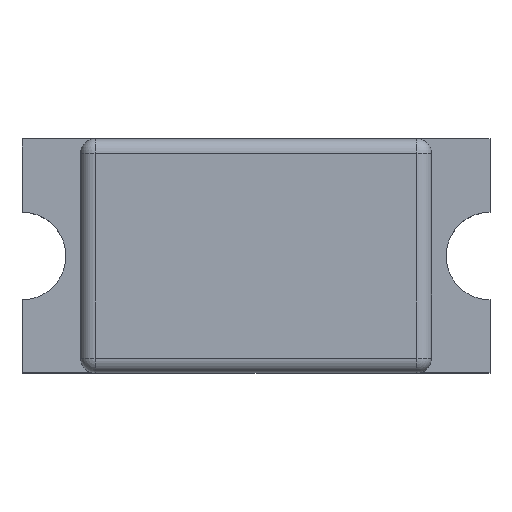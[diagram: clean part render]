
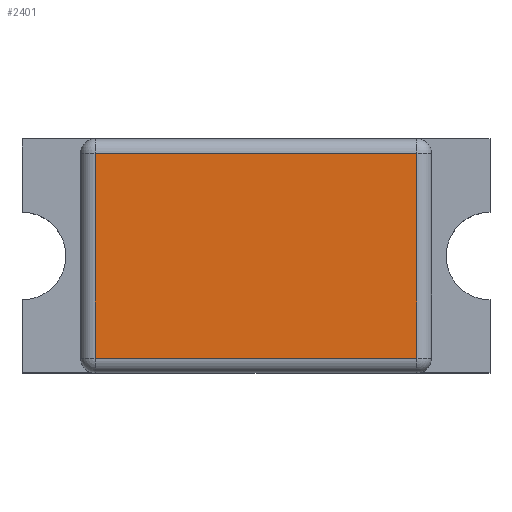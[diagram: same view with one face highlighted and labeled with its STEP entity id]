
A CAD part, top view. The second image highlights one B-rep face of the part: STEP entity #2401.
In plain terms, the highlighted planar face has unit normal (0, 0, 1).
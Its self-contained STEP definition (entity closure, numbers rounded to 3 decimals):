
#1682 = CYLINDRICAL_SURFACE('',#1683,0.05);
#1683 = AXIS2_PLACEMENT_3D('',#1684,#1685,#1686);
#1684 = CARTESIAN_POINT('',(-0.55,-0.4,0.55));
#1685 = DIRECTION('',(0.,1.,0.));
#1686 = DIRECTION('',(-1.,0.,0.));
#2032 = VERTEX_POINT('',#2033);
#2033 = CARTESIAN_POINT('',(-0.55,-0.35,0.6));
#2053 = EDGE_CURVE('',#2032,#2054,#2056,.T.);
#2054 = VERTEX_POINT('',#2055);
#2055 = CARTESIAN_POINT('',(-0.55,0.35,0.6));
#2056 = SURFACE_CURVE('',#2057,(#2061,#2068),.PCURVE_S1.);
#2057 = LINE('',#2058,#2059);
#2058 = CARTESIAN_POINT('',(-0.55,-0.4,0.6));
#2059 = VECTOR('',#2060,1.);
#2060 = DIRECTION('',(0.,1.,0.));
#2061 = PCURVE('',#1682,#2062);
#2062 = DEFINITIONAL_REPRESENTATION('',(#2063),#2067);
#2063 = LINE('',#2064,#2065);
#2064 = CARTESIAN_POINT('',(1.571,0.));
#2065 = VECTOR('',#2066,1.);
#2066 = DIRECTION('',(0.,1.));
#2067 = ( GEOMETRIC_REPRESENTATION_CONTEXT(2) 
PARAMETRIC_REPRESENTATION_CONTEXT() REPRESENTATION_CONTEXT('2D SPACE',''
  ) );
#2068 = PCURVE('',#2069,#2074);
#2069 = PLANE('',#2070);
#2070 = AXIS2_PLACEMENT_3D('',#2071,#2072,#2073);
#2071 = CARTESIAN_POINT('',(-0.6,-0.4,0.6));
#2072 = DIRECTION('',(0.,0.,1.));
#2073 = DIRECTION('',(1.,0.,0.));
#2074 = DEFINITIONAL_REPRESENTATION('',(#2075),#2079);
#2075 = LINE('',#2076,#2077);
#2076 = CARTESIAN_POINT('',(0.05,0.));
#2077 = VECTOR('',#2078,1.);
#2078 = DIRECTION('',(0.,1.));
#2079 = ( GEOMETRIC_REPRESENTATION_CONTEXT(2) 
PARAMETRIC_REPRESENTATION_CONTEXT() REPRESENTATION_CONTEXT('2D SPACE',''
  ) );
#2125 = CYLINDRICAL_SURFACE('',#2126,0.05);
#2126 = AXIS2_PLACEMENT_3D('',#2127,#2128,#2129);
#2127 = CARTESIAN_POINT('',(-0.6,-0.35,0.55));
#2128 = DIRECTION('',(1.,0.,0.));
#2129 = DIRECTION('',(0.,-1.,0.));
#2179 = CYLINDRICAL_SURFACE('',#2180,0.05);
#2180 = AXIS2_PLACEMENT_3D('',#2181,#2182,#2183);
#2181 = CARTESIAN_POINT('',(-0.6,0.35,0.55));
#2182 = DIRECTION('',(1.,0.,0.));
#2183 = DIRECTION('',(0.,1.,0.));
#2339 = CYLINDRICAL_SURFACE('',#2340,0.05);
#2340 = AXIS2_PLACEMENT_3D('',#2341,#2342,#2343);
#2341 = CARTESIAN_POINT('',(0.55,-0.4,0.55));
#2342 = DIRECTION('',(0.,1.,0.));
#2343 = DIRECTION('',(1.,0.,0.));
#2401 = ADVANCED_FACE('',(#2402),#2069,.T.);
#2402 = FACE_BOUND('',#2403,.T.);
#2403 = EDGE_LOOP('',(#2404,#2405,#2428,#2451));
#2404 = ORIENTED_EDGE('',*,*,#2053,.F.);
#2405 = ORIENTED_EDGE('',*,*,#2406,.T.);
#2406 = EDGE_CURVE('',#2032,#2407,#2409,.T.);
#2407 = VERTEX_POINT('',#2408);
#2408 = CARTESIAN_POINT('',(0.55,-0.35,0.6));
#2409 = SURFACE_CURVE('',#2410,(#2414,#2421),.PCURVE_S1.);
#2410 = LINE('',#2411,#2412);
#2411 = CARTESIAN_POINT('',(-0.6,-0.35,0.6));
#2412 = VECTOR('',#2413,1.);
#2413 = DIRECTION('',(1.,0.,0.));
#2414 = PCURVE('',#2069,#2415);
#2415 = DEFINITIONAL_REPRESENTATION('',(#2416),#2420);
#2416 = LINE('',#2417,#2418);
#2417 = CARTESIAN_POINT('',(0.,0.05));
#2418 = VECTOR('',#2419,1.);
#2419 = DIRECTION('',(1.,0.));
#2420 = ( GEOMETRIC_REPRESENTATION_CONTEXT(2) 
PARAMETRIC_REPRESENTATION_CONTEXT() REPRESENTATION_CONTEXT('2D SPACE',''
  ) );
#2421 = PCURVE('',#2125,#2422);
#2422 = DEFINITIONAL_REPRESENTATION('',(#2423),#2427);
#2423 = LINE('',#2424,#2425);
#2424 = CARTESIAN_POINT('',(-1.571,0.));
#2425 = VECTOR('',#2426,1.);
#2426 = DIRECTION('',(0.,1.));
#2427 = ( GEOMETRIC_REPRESENTATION_CONTEXT(2) 
PARAMETRIC_REPRESENTATION_CONTEXT() REPRESENTATION_CONTEXT('2D SPACE',''
  ) );
#2428 = ORIENTED_EDGE('',*,*,#2429,.T.);
#2429 = EDGE_CURVE('',#2407,#2430,#2432,.T.);
#2430 = VERTEX_POINT('',#2431);
#2431 = CARTESIAN_POINT('',(0.55,0.35,0.6));
#2432 = SURFACE_CURVE('',#2433,(#2437,#2444),.PCURVE_S1.);
#2433 = LINE('',#2434,#2435);
#2434 = CARTESIAN_POINT('',(0.55,-0.4,0.6));
#2435 = VECTOR('',#2436,1.);
#2436 = DIRECTION('',(0.,1.,0.));
#2437 = PCURVE('',#2069,#2438);
#2438 = DEFINITIONAL_REPRESENTATION('',(#2439),#2443);
#2439 = LINE('',#2440,#2441);
#2440 = CARTESIAN_POINT('',(1.15,0.));
#2441 = VECTOR('',#2442,1.);
#2442 = DIRECTION('',(0.,1.));
#2443 = ( GEOMETRIC_REPRESENTATION_CONTEXT(2) 
PARAMETRIC_REPRESENTATION_CONTEXT() REPRESENTATION_CONTEXT('2D SPACE',''
  ) );
#2444 = PCURVE('',#2339,#2445);
#2445 = DEFINITIONAL_REPRESENTATION('',(#2446),#2450);
#2446 = LINE('',#2447,#2448);
#2447 = CARTESIAN_POINT('',(-1.571,0.));
#2448 = VECTOR('',#2449,1.);
#2449 = DIRECTION('',(0.,1.));
#2450 = ( GEOMETRIC_REPRESENTATION_CONTEXT(2) 
PARAMETRIC_REPRESENTATION_CONTEXT() REPRESENTATION_CONTEXT('2D SPACE',''
  ) );
#2451 = ORIENTED_EDGE('',*,*,#2452,.F.);
#2452 = EDGE_CURVE('',#2054,#2430,#2453,.T.);
#2453 = SURFACE_CURVE('',#2454,(#2458,#2465),.PCURVE_S1.);
#2454 = LINE('',#2455,#2456);
#2455 = CARTESIAN_POINT('',(-0.6,0.35,0.6));
#2456 = VECTOR('',#2457,1.);
#2457 = DIRECTION('',(1.,0.,0.));
#2458 = PCURVE('',#2069,#2459);
#2459 = DEFINITIONAL_REPRESENTATION('',(#2460),#2464);
#2460 = LINE('',#2461,#2462);
#2461 = CARTESIAN_POINT('',(0.,0.75));
#2462 = VECTOR('',#2463,1.);
#2463 = DIRECTION('',(1.,0.));
#2464 = ( GEOMETRIC_REPRESENTATION_CONTEXT(2) 
PARAMETRIC_REPRESENTATION_CONTEXT() REPRESENTATION_CONTEXT('2D SPACE',''
  ) );
#2465 = PCURVE('',#2179,#2466);
#2466 = DEFINITIONAL_REPRESENTATION('',(#2467),#2471);
#2467 = LINE('',#2468,#2469);
#2468 = CARTESIAN_POINT('',(1.571,0.));
#2469 = VECTOR('',#2470,1.);
#2470 = DIRECTION('',(0.,1.));
#2471 = ( GEOMETRIC_REPRESENTATION_CONTEXT(2) 
PARAMETRIC_REPRESENTATION_CONTEXT() REPRESENTATION_CONTEXT('2D SPACE',''
  ) );
